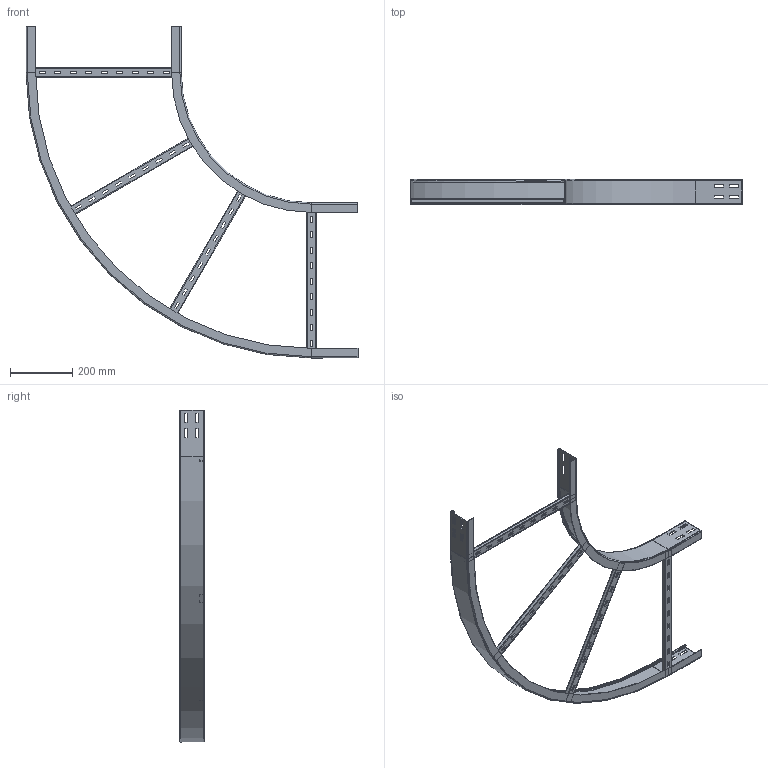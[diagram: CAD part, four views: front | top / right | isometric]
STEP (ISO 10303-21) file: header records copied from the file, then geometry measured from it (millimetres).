
FILE_DESCRIPTION(/* description */ (''),/* implementation_level */ '2;1');
FILE_NAME(/* name */ 'LDC500H80N.stp',/* time_stamp */ '2020-03-25T12:27:08+01:00',/* author */ ('stanislaw.luczak'),/* organization */ (''),/* preprocessor_version */ 'ST-DEVELOPER v18',/* originating_system */ 'Autodesk Inventor 2020',/* authorisation */ '');
FILE_SCHEMA (('AUTOMOTIVE_DESIGN { 1 0 10303 214 3 1 1 }'));
Length unit declared in the file: millimetre
Products named in the file (4): LDC100H45N; LDC...H45N wewnętrzny; LDC...H45N wewnętrzny_1; szczebel 30x15x490
Assembly tree (6 placements, depth 2):
  LDC100H45N
    LDC...H45N wewnętrzny
    LDC...H45N wewnętrzny_1
    szczebel 30x15x490  x4
Bounding box: 1070 x 80 x 1070 mm (x, y, z)
Volume: 831978.3 mm3; surface area: 915794.9 mm2
Topology: 6 solids, 6 shells, 472 faces, 1164 edges, 704 vertices
Faces by surface type: plane 394, cylinder 66, torus 12
Entity records: 7399 total; most frequent: CARTESIAN_POINT 1240, DIRECTION 1228, ORIENTED_EDGE 1224, EDGE_CURVE 612, LINE 516, VECTOR 516, VERTEX_POINT 368, AXIS2_PLACEMENT_3D 356
